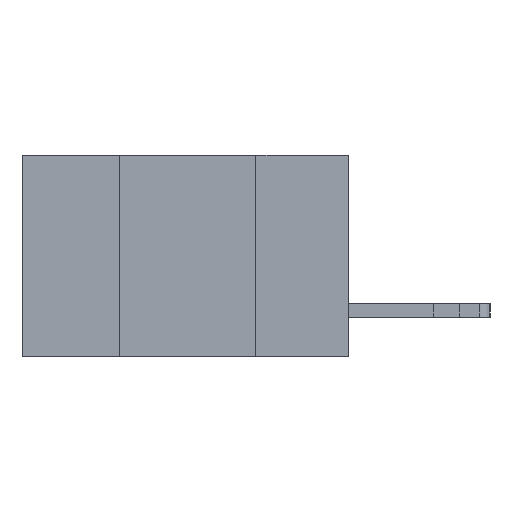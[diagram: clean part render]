
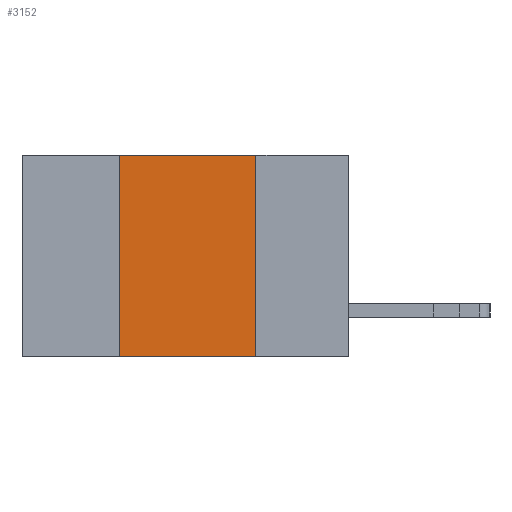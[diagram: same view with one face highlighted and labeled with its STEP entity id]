
A CAD part, left-side view. The second image highlights one B-rep face of the part: STEP entity #3152.
In plain terms, the highlighted planar face has unit normal (-1, 0, 0).
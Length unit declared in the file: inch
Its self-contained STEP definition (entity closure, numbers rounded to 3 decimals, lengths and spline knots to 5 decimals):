
#205 = LINE ( 'NONE', #5653, #6071 ) ;
#445 = CARTESIAN_POINT ( 'NONE',  ( 0., 0.42, 0. ) ) ;
#572 = CARTESIAN_POINT ( 'NONE',  ( 0., 0.42, 0. ) ) ;
#648 = EDGE_CURVE ( 'NONE', #4274, #13646, #1393, .T. ) ;
#1391 = EDGE_CURVE ( 'NONE', #7560, #4267, #8336, .T. ) ;
#1393 = LINE ( 'NONE', #572, #3416 ) ;
#1672 = ORIENTED_EDGE ( 'NONE', *, *, #3273, .F. ) ;
#2427 = DIRECTION ( 'NONE',  ( 0., 0., -1. ) ) ;
#2765 = ORIENTED_EDGE ( 'NONE', *, *, #1391, .F. ) ;
#2885 = DIRECTION ( 'NONE',  ( 0., 0., -1. ) ) ;
#2918 = CARTESIAN_POINT ( 'NONE',  ( 0., 0.17, 0. ) ) ;
#3152 = ADVANCED_FACE ( 'NONE', ( #11759 ), #5891, .F. ) ;
#3273 = EDGE_CURVE ( 'NONE', #13646, #7560, #9240, .T. ) ;
#3416 = VECTOR ( 'NONE', #9640, 39.37008 ) ;
#3842 = CARTESIAN_POINT ( 'NONE',  ( 0., 0.6, 0. ) ) ;
#4267 = VERTEX_POINT ( 'NONE', #4609 ) ;
#4274 = VERTEX_POINT ( 'NONE', #7441 ) ;
#4609 = CARTESIAN_POINT ( 'NONE',  ( 0., 0.17, -0.37 ) ) ;
#5479 = DIRECTION ( 'NONE',  ( 0., -1., 0. ) ) ;
#5653 = CARTESIAN_POINT ( 'NONE',  ( 0., 0.6, -0.37 ) ) ;
#5891 = PLANE ( 'NONE',  #8230 ) ;
#5926 = CARTESIAN_POINT ( 'NONE',  ( 0., 0.17, 0. ) ) ;
#6071 = VECTOR ( 'NONE', #13463, 39.37008 ) ;
#6210 = VECTOR ( 'NONE', #5479, 39.37008 ) ;
#6698 = ORIENTED_EDGE ( 'NONE', *, *, #648, .F. ) ;
#7441 = CARTESIAN_POINT ( 'NONE',  ( 0., 0.42, -0.37 ) ) ;
#7560 = VERTEX_POINT ( 'NONE', #5926 ) ;
#8230 = AXIS2_PLACEMENT_3D ( 'NONE', #12170, #9364, #2427 ) ;
#8336 = LINE ( 'NONE', #2918, #8706 ) ;
#8706 = VECTOR ( 'NONE', #2885, 39.37008 ) ;
#8756 = EDGE_CURVE ( 'NONE', #4274, #4267, #205, .T. ) ;
#9231 = EDGE_LOOP ( 'NONE', ( #2765, #1672, #6698, #14663 ) ) ;
#9240 = LINE ( 'NONE', #3842, #6210 ) ;
#9364 = DIRECTION ( 'NONE',  ( 1., 0., 0. ) ) ;
#9640 = DIRECTION ( 'NONE',  ( 0., 0., 1. ) ) ;
#11759 = FACE_OUTER_BOUND ( 'NONE', #9231, .T. ) ;
#12170 = CARTESIAN_POINT ( 'NONE',  ( 0., 0.6, 0. ) ) ;
#13463 = DIRECTION ( 'NONE',  ( 0., -1., 0. ) ) ;
#13646 = VERTEX_POINT ( 'NONE', #445 ) ;
#14663 = ORIENTED_EDGE ( 'NONE', *, *, #8756, .T. ) ;
